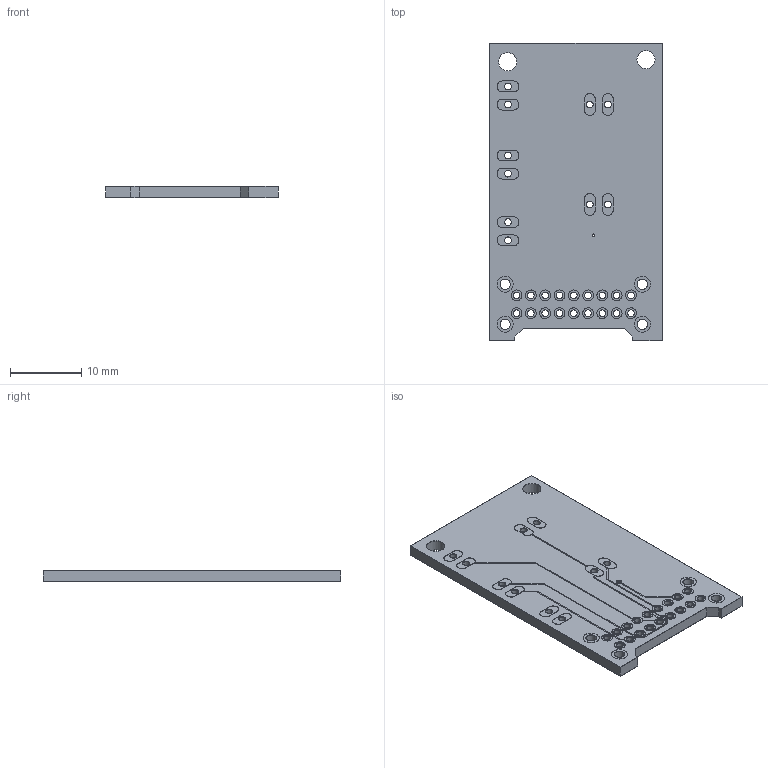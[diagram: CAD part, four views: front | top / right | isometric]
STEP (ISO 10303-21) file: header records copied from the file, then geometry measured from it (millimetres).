
FILE_DESCRIPTION(/* description */ (''),/* implementation_level */ '2;1');
FILE_NAME(/* name */ 'Serial-Parallel v5.step',/* time_stamp */ '2024-10-18T11:11:14-05:00',/* author */ (''),/* organization */ (''),/* preprocessor_version */ 'ST-DEVELOPER v20',/* originating_system */ 'Autodesk Translation Framework v13.20.0.188',/* authorisation */ '');
FILE_SCHEMA (('AUTOMOTIVE_DESIGN { 1 0 10303 214 3 1 1 }'));
Length unit declared in the file: inch
Products named in the file (7): Serial-Parallel; Board; Packages; 1-copper; 16-copper; 1-soldermask; 16-soldermask
Assembly tree (6 placements, depth 2):
  Serial-Parallel
    Board
    Packages
    1-copper
    16-copper
    1-soldermask
    16-soldermask
Bounding box: 24.11 x 41.58 x 1.64 mm (x, y, z)
Volume: 1519.6 mm3; surface area: 7010.1 mm2
Topology: 150 solids, 150 shells, 1246 faces, 2838 edges, 1892 vertices
Faces by surface type: plane 628, cylinder 618
Full cylindrical faces by diameter (mm): 0.28 x3, 0.35 x4, 0.93 x90, 0.946 x50, 1 x72, 1.016 x40, 1.43 x20, 1.5 x16, 2.54 x6
Entity records: 36633 total; most frequent: DIRECTION 6594, CARTESIAN_POINT 5990, ORIENTED_EDGE 5676, EDGE_CURVE 2838, AXIS2_PLACEMENT_3D 2496, VERTEX_POINT 1892, EDGE_LOOP 1782, LINE 1602
